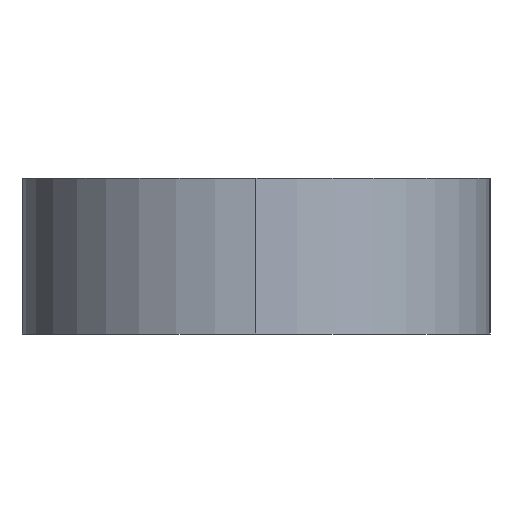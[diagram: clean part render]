
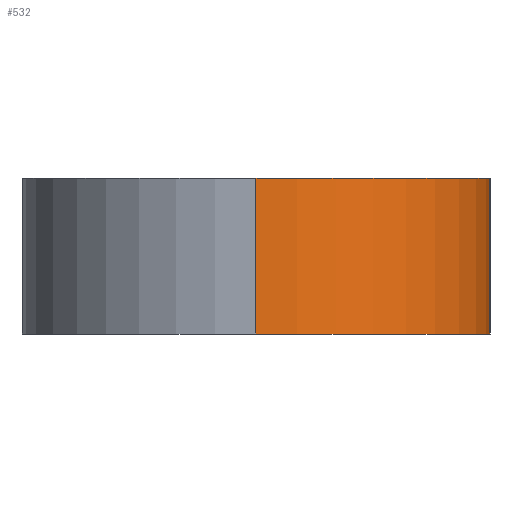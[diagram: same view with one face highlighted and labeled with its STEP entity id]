
A CAD part, left-side view. The second image highlights one B-rep face of the part: STEP entity #532.
In plain terms, the highlighted cylindrical face has radius 15 mm (diameter 30 mm), a partial arc.
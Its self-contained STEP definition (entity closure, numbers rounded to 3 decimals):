
#68 = DIRECTION ( 'NONE',  ( 1., 0., 0. ) ) ;
#79 = VERTEX_POINT ( 'NONE', #245 ) ;
#91 = AXIS2_PLACEMENT_3D ( 'NONE', #604, #778, #695 ) ;
#104 = CARTESIAN_POINT ( 'NONE',  ( 0., -15., 0. ) ) ;
#129 = EDGE_CURVE ( 'NONE', #577, #79, #625, .T. ) ;
#130 = DIRECTION ( 'NONE',  ( 0., 0., -1. ) ) ;
#149 = FACE_OUTER_BOUND ( 'NONE', #544, .T. ) ;
#214 = CARTESIAN_POINT ( 'NONE',  ( 0., 0., 10. ) ) ;
#245 = CARTESIAN_POINT ( 'NONE',  ( -15., 0., 0. ) ) ;
#283 = VERTEX_POINT ( 'NONE', #349 ) ;
#294 = CARTESIAN_POINT ( 'NONE',  ( 0., 0., 0. ) ) ;
#349 = CARTESIAN_POINT ( 'NONE',  ( 0., -15., 10. ) ) ;
#370 = CARTESIAN_POINT ( 'NONE',  ( 0., -15., 10. ) ) ;
#383 = EDGE_CURVE ( 'NONE', #79, #798, #755, .T. ) ;
#452 = ORIENTED_EDGE ( 'NONE', *, *, #383, .T. ) ;
#458 = CYLINDRICAL_SURFACE ( 'NONE', #741, 15. ) ;
#475 = EDGE_CURVE ( 'NONE', #577, #283, #708, .T. ) ;
#478 = VECTOR ( 'NONE', #864, 1000. ) ;
#506 = ORIENTED_EDGE ( 'NONE', *, *, #129, .T. ) ;
#516 = AXIS2_PLACEMENT_3D ( 'NONE', #294, #664, #68 ) ;
#532 = ADVANCED_FACE ( 'NONE', ( #149 ), #458, .T. ) ;
#538 = CARTESIAN_POINT ( 'NONE',  ( -15., 0., 10. ) ) ;
#544 = EDGE_LOOP ( 'NONE', ( #980, #506, #452, #743 ) ) ;
#562 = VECTOR ( 'NONE', #816, 1000. ) ;
#566 = EDGE_CURVE ( 'NONE', #283, #798, #738, .T. ) ;
#577 = VERTEX_POINT ( 'NONE', #982 ) ;
#604 = CARTESIAN_POINT ( 'NONE',  ( 0., 0., 10. ) ) ;
#625 = LINE ( 'NONE', #538, #478 ) ;
#664 = DIRECTION ( 'NONE',  ( 0., 0., 1. ) ) ;
#695 = DIRECTION ( 'NONE',  ( 1., 0., 0. ) ) ;
#708 = CIRCLE ( 'NONE', #91, 15. ) ;
#738 = LINE ( 'NONE', #370, #562 ) ;
#741 = AXIS2_PLACEMENT_3D ( 'NONE', #214, #130, #752 ) ;
#743 = ORIENTED_EDGE ( 'NONE', *, *, #566, .F. ) ;
#752 = DIRECTION ( 'NONE',  ( -1., 0., 0. ) ) ;
#755 = CIRCLE ( 'NONE', #516, 15. ) ;
#778 = DIRECTION ( 'NONE',  ( 0., 0., 1. ) ) ;
#798 = VERTEX_POINT ( 'NONE', #104 ) ;
#816 = DIRECTION ( 'NONE',  ( 0., 0., -1. ) ) ;
#864 = DIRECTION ( 'NONE',  ( 0., 0., -1. ) ) ;
#980 = ORIENTED_EDGE ( 'NONE', *, *, #475, .F. ) ;
#982 = CARTESIAN_POINT ( 'NONE',  ( -15., 0., 10. ) ) ;
